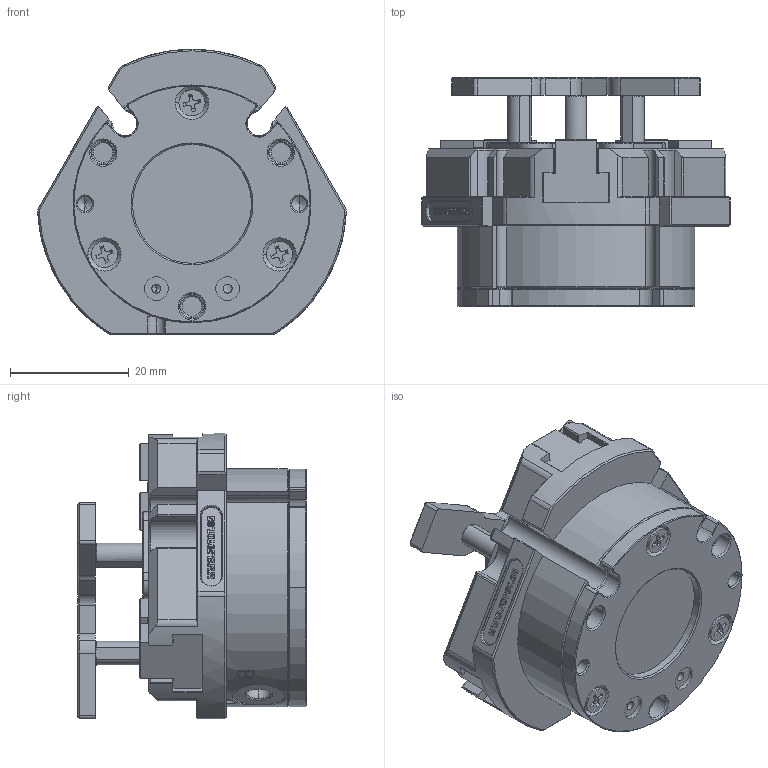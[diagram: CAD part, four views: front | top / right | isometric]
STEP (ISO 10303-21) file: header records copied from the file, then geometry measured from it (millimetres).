
FILE_DESCRIPTION (( 'STEP AP203' ), '1' );
FILE_NAME ('FY-JGZ Plus-40-1軞傖.STEP', '2023-04-10T01:24:36', ( 'User' ), ( 'Microsoft' ), 'SwSTEP 2.0', 'SolidWorks 2015', '' );
FILE_SCHEMA (( 'CONFIG_CONTROL_DESIGN' ));
Length unit declared in the file: millimetre
Products named in the file (12): cross recessed countersunk head screws gb2_GB_CROSS_SCREWS_TYPE10 M2.5X8-6.5-H1-N; 棠沺; FY-JGZ Plus-40-1褲极; 1.5875; FY-JGZ Plus-40-1前盖; FY-JGZ Plus-40-1; FY-JGZ Plus-40-1芢蹋裝; FY-JGZ Plus-40-1軞傖; FY-JGZ Plus-40-1芢蹋啣; FY-JGZ Plus-40-1賑輸; cross recessed countersunk head screws gb2_GB_CROSS_SCREWS_TYPE10 M2X5-3.8-H1-N; FY-JGZ Plus-40-1綴裔
Assembly tree (26 placements, depth 2):
  FY-JGZ Plus-40-1軞傖
    FY-JGZ Plus-40-1褲极
    FY-JGZ Plus-40-1前盖
    FY-JGZ Plus-40-1芢蹋裝  x3
    FY-JGZ Plus-40-1芢蹋啣
    FY-JGZ Plus-40-1賑輸  x3
    cross recessed countersunk head screws gb2_GB_CROSS_SCREWS_TYPE10 M2X5-3.8-H1-N  x6
    FY-JGZ Plus-40-1綴裔
    cross recessed countersunk head screws gb2_GB_CROSS_SCREWS_TYPE10 M2.5X8-6.5-H1-N  x6
    棠沺
    1.5875
    FY-JGZ Plus-40-1  x2
Bounding box: 51.92 x 38.5 x 48 mm (x, y, z)
Volume: 37624.4 mm3; surface area: 21663.5 mm2
Topology: 26 solids, 26 shells, 2742 faces, 7121 edges, 4595 vertices
Faces by surface type: plane 1468, bspline 579, cylinder 375, cone 318, sphere 2
Entity records: 88119 total; most frequent: CARTESIAN_POINT 39903, ORIENTED_EDGE 10488, DIRECTION 8001, EDGE_CURVE 5244, VERTEX_POINT 3405, LINE 3373, VECTOR 3373, AXIS2_PLACEMENT_3D 2314
